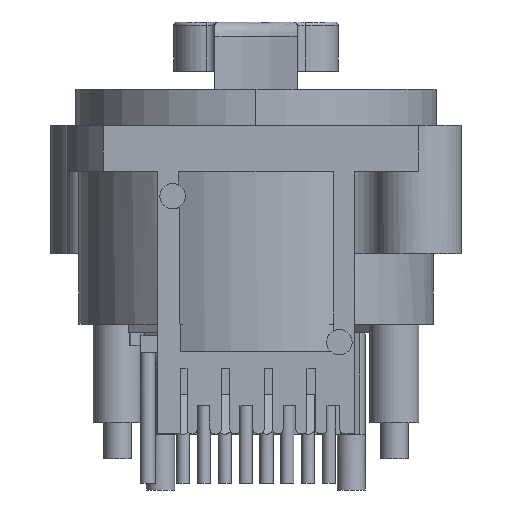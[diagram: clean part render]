
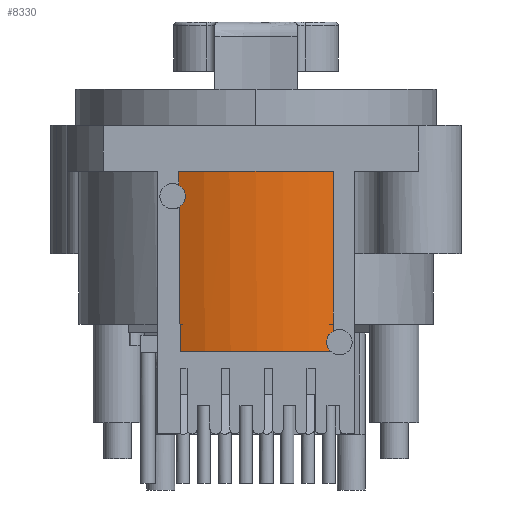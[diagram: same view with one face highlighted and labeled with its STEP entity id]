
A CAD part, front view. The second image highlights one B-rep face of the part: STEP entity #8330.
In plain terms, the highlighted cylindrical face has radius 10.8 mm (diameter 21.6 mm), a partial arc.
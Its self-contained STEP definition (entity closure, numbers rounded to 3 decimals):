
#114 = CARTESIAN_POINT ( 'NONE',  ( -4.705, -9.721, -2.3 ) ) ;
#647 = ORIENTED_EDGE ( 'NONE', *, *, #1014, .F. ) ;
#1014 = EDGE_CURVE ( 'NONE', #9396, #1584, #9044, .T. ) ;
#1256 = VERTEX_POINT ( 'NONE', #114 ) ;
#1321 = CARTESIAN_POINT ( 'NONE',  ( 0., 0., -2.3 ) ) ;
#1419 = AXIS2_PLACEMENT_3D ( 'NONE', #1321, #4517, #9709 ) ;
#1584 = VERTEX_POINT ( 'NONE', #11827 ) ;
#1861 = EDGE_LOOP ( 'NONE', ( #2693, #7122, #647, #7010 ) ) ;
#2693 = ORIENTED_EDGE ( 'NONE', *, *, #8218, .F. ) ;
#2696 = DIRECTION ( 'NONE',  ( 0., 0., -1. ) ) ;
#3043 = DIRECTION ( 'NONE',  ( 0., 0., 1. ) ) ;
#3188 = CIRCLE ( 'NONE', #7959, 10.8 ) ;
#3771 = FACE_OUTER_BOUND ( 'NONE', #1861, .T. ) ;
#4443 = CYLINDRICAL_SURFACE ( 'NONE', #9339, 10.8 ) ;
#4517 = DIRECTION ( 'NONE',  ( 0., 0., 1. ) ) ;
#4774 = CARTESIAN_POINT ( 'NONE',  ( 4.705, -9.721, -2.3 ) ) ;
#5517 = CARTESIAN_POINT ( 'NONE',  ( -4.675, -9.736, -5.95 ) ) ;
#6587 = CARTESIAN_POINT ( 'NONE',  ( -4.705, -9.721, -2.3 ) ) ;
#6964 = CIRCLE ( 'NONE', #1419, 10.8 ) ;
#7010 = ORIENTED_EDGE ( 'NONE', *, *, #10596, .F. ) ;
#7122 = ORIENTED_EDGE ( 'NONE', *, *, #10439, .T. ) ;
#7666 = CARTESIAN_POINT ( 'NONE',  ( -4.614, -9.765, -13.275 ) ) ;
#7959 = AXIS2_PLACEMENT_3D ( 'NONE', #9345, #3043, #8350 ) ;
#8218 = EDGE_CURVE ( 'NONE', #9253, #1256, #11439, .T. ) ;
#8330 = ADVANCED_FACE ( 'NONE', ( #3771 ), #4443, .T. ) ;
#8350 = DIRECTION ( 'NONE',  ( 1., 0., 0. ) ) ;
#9044 = LINE ( 'NONE', #4774, #11675 ) ;
#9158 = DIRECTION ( 'NONE',  ( 0., 0., -1. ) ) ;
#9253 = VERTEX_POINT ( 'NONE', #10786 ) ;
#9339 = AXIS2_PLACEMENT_3D ( 'NONE', #11122, #9158, #13317 ) ;
#9345 = CARTESIAN_POINT ( 'NONE',  ( 0., 0., -13.275 ) ) ;
#9396 = VERTEX_POINT ( 'NONE', #10278 ) ;
#9587 = CARTESIAN_POINT ( 'NONE',  ( -4.645, -9.75, -9.609 ) ) ;
#9709 = DIRECTION ( 'NONE',  ( -1., 0., 0. ) ) ;
#10278 = CARTESIAN_POINT ( 'NONE',  ( 4.705, -9.721, -2.3 ) ) ;
#10439 = EDGE_CURVE ( 'NONE', #9253, #1584, #3188, .T. ) ;
#10596 = EDGE_CURVE ( 'NONE', #1256, #9396, #6964, .T. ) ;
#10786 = CARTESIAN_POINT ( 'NONE',  ( -4.614, -9.765, -13.275 ) ) ;
#11122 = CARTESIAN_POINT ( 'NONE',  ( 0., 0., -2.3 ) ) ;
#11439 =( BOUNDED_CURVE ( )  B_SPLINE_CURVE ( 3, ( #7666, #9587, #5517, #6587 ),
 .UNSPECIFIED., .F., .F. ) 
 B_SPLINE_CURVE_WITH_KNOTS ( ( 4, 4 ),
 ( 2.012, 2.022 ),
 .UNSPECIFIED. ) 
 CURVE ( )  GEOMETRIC_REPRESENTATION_ITEM ( )  RATIONAL_B_SPLINE_CURVE ( ( 1., 1., 1., 1. ) ) 
 REPRESENTATION_ITEM ( '' )  );
#11675 = VECTOR ( 'NONE', #2696, 1000. ) ;
#11827 = CARTESIAN_POINT ( 'NONE',  ( 4.705, -9.721, -13.275 ) ) ;
#13317 = DIRECTION ( 'NONE',  ( -1., 0., 0. ) ) ;
